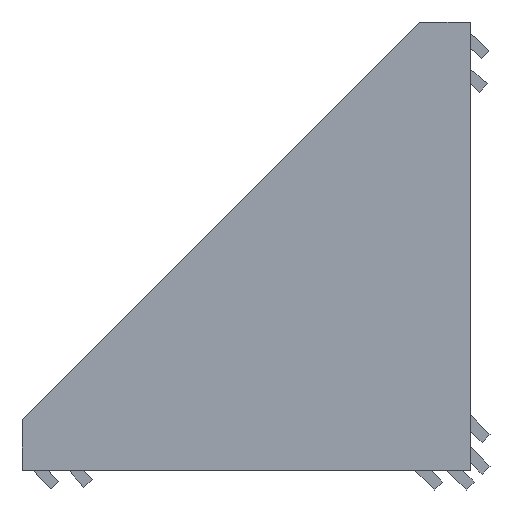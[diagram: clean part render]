
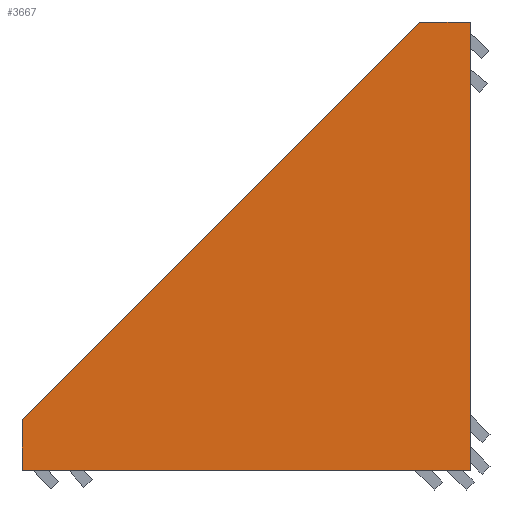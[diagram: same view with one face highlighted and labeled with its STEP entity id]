
A CAD part, front view. The second image highlights one B-rep face of the part: STEP entity #3667.
In plain terms, the highlighted planar face has unit normal (0, -1, 0).
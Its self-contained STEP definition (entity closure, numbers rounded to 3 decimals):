
#430=CARTESIAN_POINT('',(0.0,0.0,80.0));
#431=VERTEX_POINT('',#430);
#438=CARTESIAN_POINT('',(0.0,0.0,0.0));
#439=VERTEX_POINT('',#438);
#440=CARTESIAN_POINT('',(0.0,0.0,0.0));
#441=DIRECTION('',(0.0,0.0,1.0));
#442=VECTOR('',#441,80.0);
#443=LINE('',#440,#442);
#444=EDGE_CURVE('',#439,#431,#443,.T.);
#698=CARTESIAN_POINT('',(-80.0,0.0,0.0));
#699=VERTEX_POINT('',#698);
#700=CARTESIAN_POINT('',(-80.0,0.0,0.0));
#701=DIRECTION('',(1.0,0.0,0.0));
#702=VECTOR('',#701,80.0);
#703=LINE('',#700,#702);
#704=EDGE_CURVE('',#699,#439,#703,.T.);
#1551=CARTESIAN_POINT('',(-9.0,0.0,80.0));
#1552=VERTEX_POINT('',#1551);
#1559=CARTESIAN_POINT('',(0.0,0.0,80.0));
#1560=DIRECTION('',(-1.0,0.0,0.0));
#1561=VECTOR('',#1560,9.0);
#1562=LINE('',#1559,#1561);
#1563=EDGE_CURVE('',#431,#1552,#1562,.T.);
#2682=CARTESIAN_POINT('',(-80.0,0.0,9.0));
#2683=VERTEX_POINT('',#2682);
#2684=CARTESIAN_POINT('',(-80.0,0.0,9.0));
#2685=DIRECTION('',(0.0,0.0,-1.0));
#2686=VECTOR('',#2685,9.0);
#2687=LINE('',#2684,#2686);
#2688=EDGE_CURVE('',#2683,#699,#2687,.T.);
#3627=CARTESIAN_POINT('',(-9.0,0.0,80.0));
#3628=DIRECTION('',(-0.707,0.0,-0.707));
#3629=VECTOR('',#3628,100.409);
#3630=LINE('',#3627,#3629);
#3631=EDGE_CURVE('',#1552,#2683,#3630,.T.);
#3655=CARTESIAN_POINT('',(-30.275,0.0,30.275));
#3656=DIRECTION('',(0.0,-1.0,0.0));
#3657=DIRECTION('',(0.0,0.0,-1.0));
#3658=AXIS2_PLACEMENT_3D('',#3655,#3656,#3657);
#3659=PLANE('',#3658);
#3660=ORIENTED_EDGE('',*,*,#444,.T.);
#3661=ORIENTED_EDGE('',*,*,#1563,.T.);
#3662=ORIENTED_EDGE('',*,*,#3631,.T.);
#3663=ORIENTED_EDGE('',*,*,#2688,.T.);
#3664=ORIENTED_EDGE('',*,*,#704,.T.);
#3665=EDGE_LOOP('',(#3660,#3661,#3662,#3663,#3664));
#3666=FACE_OUTER_BOUND('',#3665,.T.);
#3667=ADVANCED_FACE('',(#3666),#3659,.T.);
